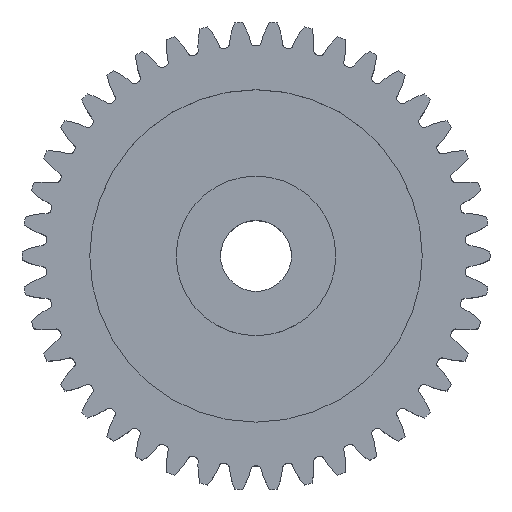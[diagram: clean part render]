
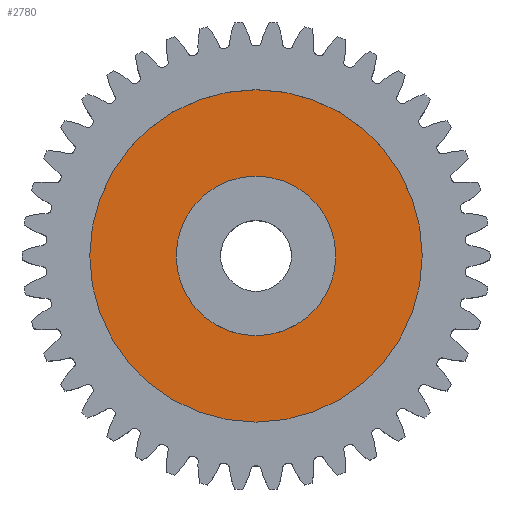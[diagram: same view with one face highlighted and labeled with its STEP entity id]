
A CAD part, top view. The second image highlights one B-rep face of the part: STEP entity #2780.
In plain terms, the highlighted planar face has unit normal (0, 0, 1).
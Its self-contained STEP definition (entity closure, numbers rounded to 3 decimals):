
#1596 = VERTEX_POINT ( 'NONE', #6908 ) ;
#1600 = EDGE_CURVE ( 'NONE', #1596, #1716, #6524, .T. ) ;
#1609 = EDGE_CURVE ( 'NONE', #1649, #1611, #6924, .T. ) ;
#1611 = VERTEX_POINT ( 'NONE', #6978 ) ;
#1649 = VERTEX_POINT ( 'NONE', #7002 ) ;
#1716 = VERTEX_POINT ( 'NONE', #7074 ) ;
#2780 = ADVANCED_FACE ( 'NONE', ( #8689, #8639 ), #8595, .F. ) ;
#2782 = ORIENTED_EDGE ( 'NONE', *, *, #1609, .F. ) ;
#2791 = EDGE_LOOP ( 'NONE', ( #2818, #2782 ) ) ;
#2792 = ORIENTED_EDGE ( 'NONE', *, *, #2808, .T. ) ;
#2793 = ORIENTED_EDGE ( 'NONE', *, *, #1600, .T. ) ;
#2808 = EDGE_CURVE ( 'NONE', #1716, #1596, #8747, .T. ) ;
#2818 = ORIENTED_EDGE ( 'NONE', *, *, #2819, .F. ) ;
#2819 = EDGE_CURVE ( 'NONE', #1611, #1649, #8702, .T. ) ;
#2820 = EDGE_LOOP ( 'NONE', ( #2793, #2792 ) ) ;
#6523 = CARTESIAN_POINT ( 'NONE',  ( 0., 0., 7.75 ) ) ;
#6524 = CIRCLE ( 'NONE', #6548, 9. ) ;
#6548 = AXIS2_PLACEMENT_3D ( 'NONE', #6523, #6628, #6606 ) ;
#6606 = DIRECTION ( 'NONE',  ( -1., 0., 0. ) ) ;
#6628 = DIRECTION ( 'NONE',  ( 0., 0., -1. ) ) ;
#6908 = CARTESIAN_POINT ( 'NONE',  ( -9., 0., 7.75 ) ) ;
#6924 = CIRCLE ( 'NONE', #6927, 18.75 ) ;
#6927 = AXIS2_PLACEMENT_3D ( 'NONE', #6939, #6935, #6934 ) ;
#6934 = DIRECTION ( 'NONE',  ( -1., 0., 0. ) ) ;
#6935 = DIRECTION ( 'NONE',  ( 0., 0., -1. ) ) ;
#6939 = CARTESIAN_POINT ( 'NONE',  ( 0., 0., 7.75 ) ) ;
#6978 = CARTESIAN_POINT ( 'NONE',  ( -18.75, 0., 7.75 ) ) ;
#7002 = CARTESIAN_POINT ( 'NONE',  ( 18.75, 0., 7.75 ) ) ;
#7074 = CARTESIAN_POINT ( 'NONE',  ( 9., 0., 7.75 ) ) ;
#8591 = DIRECTION ( 'NONE',  ( -1., 0., 0. ) ) ;
#8592 = DIRECTION ( 'NONE',  ( 0., 0., -1. ) ) ;
#8593 = CARTESIAN_POINT ( 'NONE',  ( 0., 0., 7.75 ) ) ;
#8594 = AXIS2_PLACEMENT_3D ( 'NONE', #8593, #8592, #8591 ) ;
#8595 = PLANE ( 'NONE',  #8594 ) ;
#8639 = FACE_OUTER_BOUND ( 'NONE', #2791, .T. ) ;
#8689 = FACE_BOUND ( 'NONE', #2820, .T. ) ;
#8702 = CIRCLE ( 'NONE', #8709, 18.75 ) ;
#8707 = DIRECTION ( 'NONE',  ( 0., 0., -1. ) ) ;
#8708 = CARTESIAN_POINT ( 'NONE',  ( 0., 0., 7.75 ) ) ;
#8709 = AXIS2_PLACEMENT_3D ( 'NONE', #8708, #8707, #8763 ) ;
#8718 = AXIS2_PLACEMENT_3D ( 'NONE', #8742, #8802, #8788 ) ;
#8742 = CARTESIAN_POINT ( 'NONE',  ( 0., 0., 7.75 ) ) ;
#8747 = CIRCLE ( 'NONE', #8718, 9. ) ;
#8763 = DIRECTION ( 'NONE',  ( -1., 0., 0. ) ) ;
#8788 = DIRECTION ( 'NONE',  ( -1., 0., 0. ) ) ;
#8802 = DIRECTION ( 'NONE',  ( 0., 0., -1. ) ) ;
